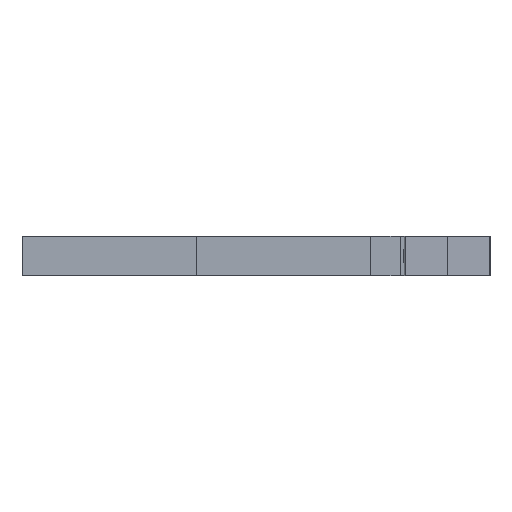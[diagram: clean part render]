
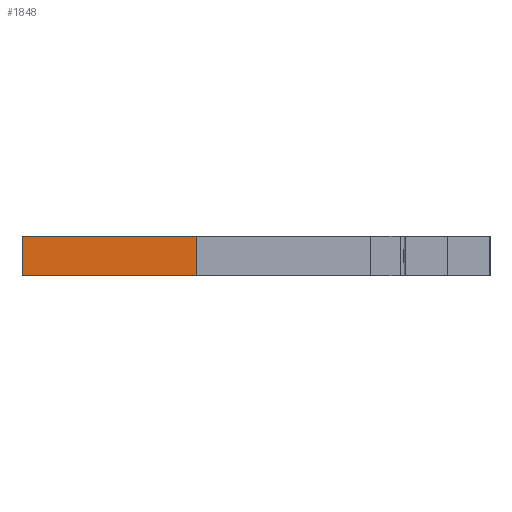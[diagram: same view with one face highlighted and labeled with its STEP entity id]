
A CAD part, left-side view. The second image highlights one B-rep face of the part: STEP entity #1848.
In plain terms, the highlighted face is a extrusion surface.
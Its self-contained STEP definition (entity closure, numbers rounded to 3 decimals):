
#1848 = ADVANCED_FACE('',(#1849),#1863,.T.);
#1849 = FACE_BOUND('',#1850,.T.);
#1850 = EDGE_LOOP('',(#1851,#1888,#1915,#1944));
#1851 = ORIENTED_EDGE('',*,*,#1852,.T.);
#1852 = EDGE_CURVE('',#1853,#1855,#1857,.T.);
#1853 = VERTEX_POINT('',#1854);
#1854 = CARTESIAN_POINT('',(-0.003,-14.811,0.));
#1855 = VERTEX_POINT('',#1856);
#1856 = CARTESIAN_POINT('',(-0.003,-14.811,1.));
#1857 = SURFACE_CURVE('',#1858,(#1862,#1875),.PCURVE_S1.);
#1858 = LINE('',#1859,#1860);
#1859 = CARTESIAN_POINT('',(-0.003,-14.811,0.));
#1860 = VECTOR('',#1861,1.);
#1861 = DIRECTION('',(0.,0.,1.));
#1862 = PCURVE('',#1863,#1869);
#1863 = SURFACE_OF_LINEAR_EXTRUSION('',#1864,#1867);
#1864 = B_SPLINE_CURVE_WITH_KNOTS('',1,(#1865,#1866),.UNSPECIFIED.,.F.,
  .F.,(2,2),(0.,16.642),.PIECEWISE_BEZIER_KNOTS.);
#1865 = CARTESIAN_POINT('',(-0.003,-14.811,0.));
#1866 = CARTESIAN_POINT('',(-0.003,-10.408,0.));
#1867 = VECTOR('',#1868,1.);
#1868 = DIRECTION('',(-0.,-0.,-1.));
#1869 = DEFINITIONAL_REPRESENTATION('',(#1870),#1874);
#1870 = LINE('',#1871,#1872);
#1871 = CARTESIAN_POINT('',(0.,0.));
#1872 = VECTOR('',#1873,1.);
#1873 = DIRECTION('',(0.,-1.));
#1874 = ( GEOMETRIC_REPRESENTATION_CONTEXT(2) 
PARAMETRIC_REPRESENTATION_CONTEXT() REPRESENTATION_CONTEXT('2D SPACE',''
  ) );
#1875 = PCURVE('',#1876,#1882);
#1876 = SURFACE_OF_LINEAR_EXTRUSION('',#1877,#1880);
#1877 = B_SPLINE_CURVE_WITH_KNOTS('',1,(#1878,#1879),.UNSPECIFIED.,.F.,
  .F.,(2,2),(0.,16.642),.PIECEWISE_BEZIER_KNOTS.);
#1878 = CARTESIAN_POINT('',(-0.003,-19.215,0.));
#1879 = CARTESIAN_POINT('',(-0.003,-14.811,0.));
#1880 = VECTOR('',#1881,1.);
#1881 = DIRECTION('',(-0.,-0.,-1.));
#1882 = DEFINITIONAL_REPRESENTATION('',(#1883),#1887);
#1883 = LINE('',#1884,#1885);
#1884 = CARTESIAN_POINT('',(16.642,0.));
#1885 = VECTOR('',#1886,1.);
#1886 = DIRECTION('',(0.,-1.));
#1887 = ( GEOMETRIC_REPRESENTATION_CONTEXT(2) 
PARAMETRIC_REPRESENTATION_CONTEXT() REPRESENTATION_CONTEXT('2D SPACE',''
  ) );
#1888 = ORIENTED_EDGE('',*,*,#1889,.T.);
#1889 = EDGE_CURVE('',#1855,#1890,#1892,.T.);
#1890 = VERTEX_POINT('',#1891);
#1891 = CARTESIAN_POINT('',(-0.003,-10.408,1.));
#1892 = SURFACE_CURVE('',#1893,(#1896,#1903),.PCURVE_S1.);
#1893 = B_SPLINE_CURVE_WITH_KNOTS('',1,(#1894,#1895),.UNSPECIFIED.,.F.,
  .F.,(2,2),(0.,16.642),.PIECEWISE_BEZIER_KNOTS.);
#1894 = CARTESIAN_POINT('',(-0.003,-14.811,1.));
#1895 = CARTESIAN_POINT('',(-0.003,-10.408,1.));
#1896 = PCURVE('',#1863,#1897);
#1897 = DEFINITIONAL_REPRESENTATION('',(#1898),#1902);
#1898 = LINE('',#1899,#1900);
#1899 = CARTESIAN_POINT('',(0.,-1.));
#1900 = VECTOR('',#1901,1.);
#1901 = DIRECTION('',(1.,0.));
#1902 = ( GEOMETRIC_REPRESENTATION_CONTEXT(2) 
PARAMETRIC_REPRESENTATION_CONTEXT() REPRESENTATION_CONTEXT('2D SPACE',''
  ) );
#1903 = PCURVE('',#1904,#1909);
#1904 = B_SPLINE_SURFACE_WITH_KNOTS('',1,1,(
    (#1905,#1906)
    ,(#1907,#1908
    )),.UNSPECIFIED.,.F.,.F.,.F.,(2,2),(2,2),(-16.728,
    16.364),(-15.752,17.532),
  .PIECEWISE_BEZIER_KNOTS.);
#1905 = CARTESIAN_POINT('',(8.752,-19.215,1.));
#1906 = CARTESIAN_POINT('',(8.752,-10.408,1.));
#1907 = CARTESIAN_POINT('',(-0.003,-19.215,1.));
#1908 = CARTESIAN_POINT('',(-0.003,-10.408,1.));
#1909 = DEFINITIONAL_REPRESENTATION('',(#1910),#1914);
#1910 = B_SPLINE_CURVE_WITH_KNOTS('',2,(#1911,#1912,#1913),
  .UNSPECIFIED.,.F.,.F.,(3,3),(0.,16.642),.PIECEWISE_BEZIER_KNOTS.);
#1911 = CARTESIAN_POINT('',(16.364,0.89));
#1912 = CARTESIAN_POINT('',(16.364,9.211));
#1913 = CARTESIAN_POINT('',(16.364,17.532));
#1914 = ( GEOMETRIC_REPRESENTATION_CONTEXT(2) 
PARAMETRIC_REPRESENTATION_CONTEXT() REPRESENTATION_CONTEXT('2D SPACE',''
  ) );
#1915 = ORIENTED_EDGE('',*,*,#1916,.F.);
#1916 = EDGE_CURVE('',#1917,#1890,#1919,.T.);
#1917 = VERTEX_POINT('',#1918);
#1918 = CARTESIAN_POINT('',(-0.003,-10.408,0.));
#1919 = SURFACE_CURVE('',#1920,(#1924,#1931),.PCURVE_S1.);
#1920 = LINE('',#1921,#1922);
#1921 = CARTESIAN_POINT('',(-0.003,-10.408,0.));
#1922 = VECTOR('',#1923,1.);
#1923 = DIRECTION('',(0.,0.,1.));
#1924 = PCURVE('',#1863,#1925);
#1925 = DEFINITIONAL_REPRESENTATION('',(#1926),#1930);
#1926 = LINE('',#1927,#1928);
#1927 = CARTESIAN_POINT('',(16.642,0.));
#1928 = VECTOR('',#1929,1.);
#1929 = DIRECTION('',(0.,-1.));
#1930 = ( GEOMETRIC_REPRESENTATION_CONTEXT(2) 
PARAMETRIC_REPRESENTATION_CONTEXT() REPRESENTATION_CONTEXT('2D SPACE',''
  ) );
#1931 = PCURVE('',#1932,#1938);
#1932 = SURFACE_OF_LINEAR_EXTRUSION('',#1933,#1936);
#1933 = B_SPLINE_CURVE_WITH_KNOTS('',1,(#1934,#1935),.UNSPECIFIED.,.F.,
  .F.,(2,2),(0.,14.536),.PIECEWISE_BEZIER_KNOTS.);
#1934 = CARTESIAN_POINT('',(-0.003,-10.408,0.));
#1935 = CARTESIAN_POINT('',(3.843,-10.408,0.));
#1936 = VECTOR('',#1937,1.);
#1937 = DIRECTION('',(-0.,-0.,-1.));
#1938 = DEFINITIONAL_REPRESENTATION('',(#1939),#1943);
#1939 = LINE('',#1940,#1941);
#1940 = CARTESIAN_POINT('',(0.,0.));
#1941 = VECTOR('',#1942,1.);
#1942 = DIRECTION('',(0.,-1.));
#1943 = ( GEOMETRIC_REPRESENTATION_CONTEXT(2) 
PARAMETRIC_REPRESENTATION_CONTEXT() REPRESENTATION_CONTEXT('2D SPACE',''
  ) );
#1944 = ORIENTED_EDGE('',*,*,#1945,.F.);
#1945 = EDGE_CURVE('',#1853,#1917,#1946,.T.);
#1946 = SURFACE_CURVE('',#1947,(#1950,#1957),.PCURVE_S1.);
#1947 = B_SPLINE_CURVE_WITH_KNOTS('',1,(#1948,#1949),.UNSPECIFIED.,.F.,
  .F.,(2,2),(0.,16.642),.PIECEWISE_BEZIER_KNOTS.);
#1948 = CARTESIAN_POINT('',(-0.003,-14.811,0.));
#1949 = CARTESIAN_POINT('',(-0.003,-10.408,0.));
#1950 = PCURVE('',#1863,#1951);
#1951 = DEFINITIONAL_REPRESENTATION('',(#1952),#1956);
#1952 = LINE('',#1953,#1954);
#1953 = CARTESIAN_POINT('',(0.,0.));
#1954 = VECTOR('',#1955,1.);
#1955 = DIRECTION('',(1.,0.));
#1956 = ( GEOMETRIC_REPRESENTATION_CONTEXT(2) 
PARAMETRIC_REPRESENTATION_CONTEXT() REPRESENTATION_CONTEXT('2D SPACE',''
  ) );
#1957 = PCURVE('',#1958,#1963);
#1958 = B_SPLINE_SURFACE_WITH_KNOTS('',1,1,(
    (#1959,#1960)
    ,(#1961,#1962
    )),.UNSPECIFIED.,.F.,.F.,.F.,(2,2),(2,2),(-16.728,
    16.364),(-15.752,17.532),
  .PIECEWISE_BEZIER_KNOTS.);
#1959 = CARTESIAN_POINT('',(8.752,-19.215,0.));
#1960 = CARTESIAN_POINT('',(8.752,-10.408,0.));
#1961 = CARTESIAN_POINT('',(-0.003,-19.215,0.));
#1962 = CARTESIAN_POINT('',(-0.003,-10.408,0.));
#1963 = DEFINITIONAL_REPRESENTATION('',(#1964),#1968);
#1964 = B_SPLINE_CURVE_WITH_KNOTS('',2,(#1965,#1966,#1967),
  .UNSPECIFIED.,.F.,.F.,(3,3),(0.,16.642),.PIECEWISE_BEZIER_KNOTS.);
#1965 = CARTESIAN_POINT('',(16.364,0.89));
#1966 = CARTESIAN_POINT('',(16.364,9.211));
#1967 = CARTESIAN_POINT('',(16.364,17.532));
#1968 = ( GEOMETRIC_REPRESENTATION_CONTEXT(2) 
PARAMETRIC_REPRESENTATION_CONTEXT() REPRESENTATION_CONTEXT('2D SPACE',''
  ) );
